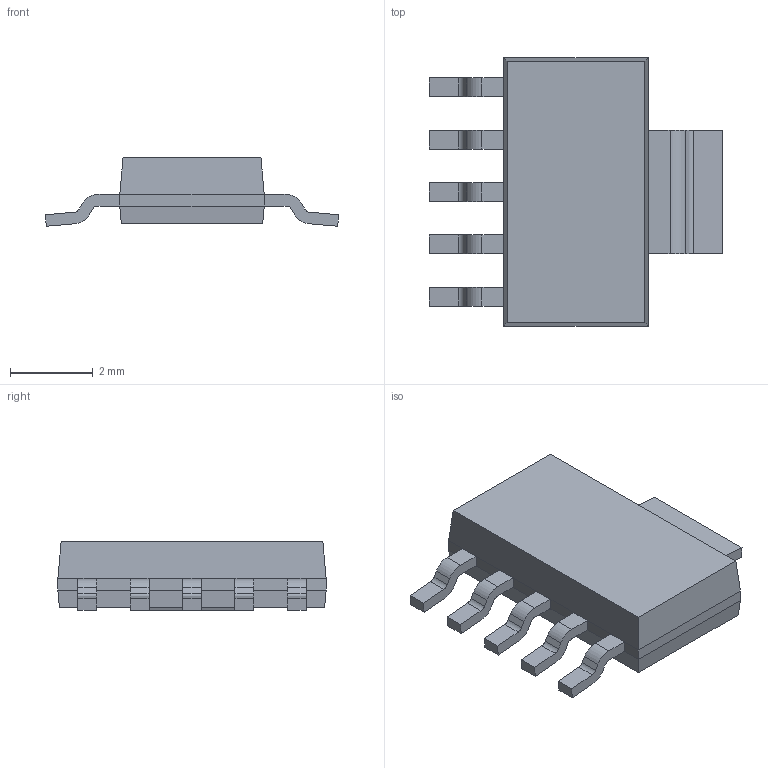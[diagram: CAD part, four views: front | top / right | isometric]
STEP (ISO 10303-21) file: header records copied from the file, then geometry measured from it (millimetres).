
FILE_DESCRIPTION(/* description */ (''),/* implementation_level */ '2;1');
FILE_NAME(/* name */ 'DCQ0006A.step',/* time_stamp */ '2023-11-03T11:47:03-07:00',/* author */ (''),/* organization */ (''),/* preprocessor_version */ 'ST-DEVELOPER v20',/* originating_system */ 'Autodesk Translation Framework v12.14.0.127',/* authorisation */ '');
FILE_SCHEMA (('AUTOMOTIVE_DESIGN { 1 0 10303 214 3 1 1 }'));
Length unit declared in the file: millimetre
Products named in the file (4): (Unsaved); BODY; LEAD; LEAD_WIDE
Assembly tree (7 placements, depth 2):
  (Unsaved)
    BODY
    LEAD  x5
    LEAD_WIDE
Bounding box: 7.11 x 6.5 x 1.66 mm (x, y, z)
Volume: 38.5 mm3; surface area: 105.6 mm2
Topology: 7 solids, 7 shells, 98 faces, 244 edges, 160 vertices
Faces by surface type: plane 74, cylinder 24
Entity records: 1359 total; most frequent: DIRECTION 222, CARTESIAN_POINT 217, ORIENTED_EDGE 200, EDGE_CURVE 100, LINE 84, VECTOR 84, AXIS2_PLACEMENT_3D 69, VERTEX_POINT 64
